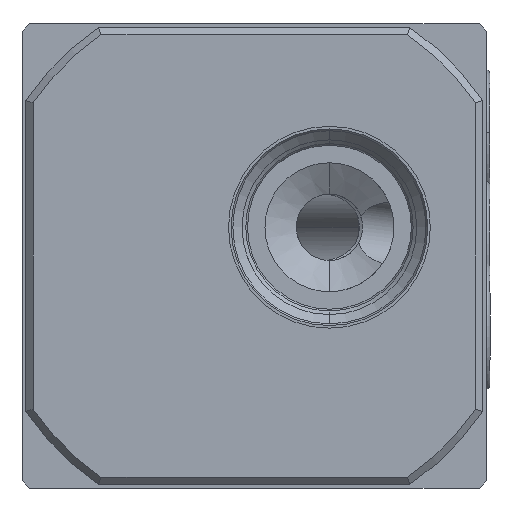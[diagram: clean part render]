
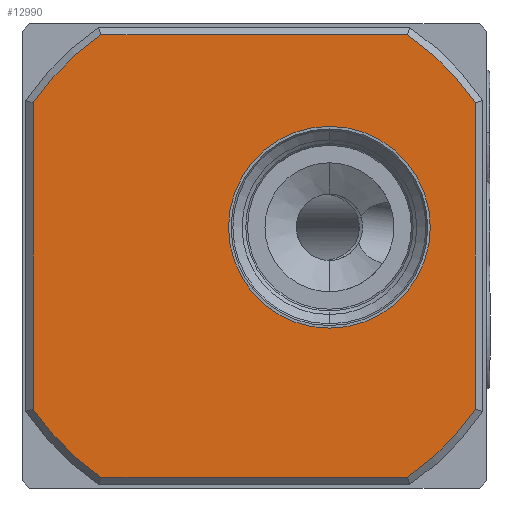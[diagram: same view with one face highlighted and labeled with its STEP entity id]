
A CAD part, left-side view. The second image highlights one B-rep face of the part: STEP entity #12990.
In plain terms, the highlighted planar face has unit normal (-1, 0, 0).
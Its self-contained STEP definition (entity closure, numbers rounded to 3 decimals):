
#261 = EDGE_CURVE ( 'NONE', #16050, #4229, #14272, .T. ) ;
#547 = VERTEX_POINT ( 'NONE', #12906 ) ;
#613 = ORIENTED_EDGE ( 'NONE', *, *, #12388, .T. ) ;
#1026 = VECTOR ( 'NONE', #12607, 1000. ) ;
#1234 = DIRECTION ( 'NONE',  ( -1., 0., 0. ) ) ;
#1696 = CARTESIAN_POINT ( 'NONE',  ( -66.7, 0., 0. ) ) ;
#2014 = ORIENTED_EDGE ( 'NONE', *, *, #8849, .F. ) ;
#2549 = ORIENTED_EDGE ( 'NONE', *, *, #14675, .T. ) ;
#2838 = CIRCLE ( 'NONE', #12945, 36.5 ) ;
#2942 = ORIENTED_EDGE ( 'NONE', *, *, #261, .T. ) ;
#3184 = DIRECTION ( 'NONE',  ( 0., 0., 1. ) ) ;
#3287 = LINE ( 'NONE', #13099, #12683 ) ;
#3421 = VERTEX_POINT ( 'NONE', #17827 ) ;
#3705 = ORIENTED_EDGE ( 'NONE', *, *, #14136, .T. ) ;
#3910 = VERTEX_POINT ( 'NONE', #11307 ) ;
#3928 = PLANE ( 'NONE',  #10778 ) ;
#4226 = CIRCLE ( 'NONE', #5076, 36.5 ) ;
#4229 = VERTEX_POINT ( 'NONE', #8194 ) ;
#4406 = EDGE_CURVE ( 'NONE', #9958, #16050, #8688, .T. ) ;
#4967 = LINE ( 'NONE', #6864, #1026 ) ;
#5076 = AXIS2_PLACEMENT_3D ( 'NONE', #10083, #1234, #11552 ) ;
#5309 = CARTESIAN_POINT ( 'NONE',  ( -66.7, -10.2, 3.9 ) ) ;
#5576 = DIRECTION ( 'NONE',  ( 0., 1., 0. ) ) ;
#6273 = CARTESIAN_POINT ( 'NONE',  ( -66.7, 0., 0. ) ) ;
#6337 = CARTESIAN_POINT ( 'NONE',  ( -66.7, 0., 0. ) ) ;
#6654 = EDGE_CURVE ( 'NONE', #9425, #9958, #2838, .T. ) ;
#6864 = CARTESIAN_POINT ( 'NONE',  ( -66.7, -21.101, -30. ) ) ;
#6907 = DIRECTION ( 'NONE',  ( 0., 0., 1. ) ) ;
#7021 = CARTESIAN_POINT ( 'NONE',  ( -66.7, -30., 20.791 ) ) ;
#7371 = VERTEX_POINT ( 'NONE', #7021 ) ;
#7384 = EDGE_CURVE ( 'NONE', #18223, #19028, #4226, .T. ) ;
#7397 = CARTESIAN_POINT ( 'NONE',  ( -66.7, -10.2, 3.9 ) ) ;
#7428 = CARTESIAN_POINT ( 'NONE',  ( -66.7, 20.791, 30. ) ) ;
#7623 = ORIENTED_EDGE ( 'NONE', *, *, #16183, .T. ) ;
#7706 = DIRECTION ( 'NONE',  ( -1., 0., 0. ) ) ;
#7761 = DIRECTION ( 'NONE',  ( 0., 0., 1. ) ) ;
#8093 = EDGE_LOOP ( 'NONE', ( #14005, #2014 ) ) ;
#8180 = CIRCLE ( 'NONE', #16522, 13.69 ) ;
#8194 = CARTESIAN_POINT ( 'NONE',  ( -66.7, 20.791, -30. ) ) ;
#8568 = ORIENTED_EDGE ( 'NONE', *, *, #6654, .T. ) ;
#8688 = LINE ( 'NONE', #8955, #12093 ) ;
#8712 = DIRECTION ( 'NONE',  ( 0., 0., 1. ) ) ;
#8849 = EDGE_CURVE ( 'NONE', #3421, #3910, #9664, .T. ) ;
#8955 = CARTESIAN_POINT ( 'NONE',  ( -66.7, 30., -21.101 ) ) ;
#9128 = DIRECTION ( 'NONE',  ( -1., 0., 0. ) ) ;
#9425 = VERTEX_POINT ( 'NONE', #7428 ) ;
#9664 = CIRCLE ( 'NONE', #15682, 13.69 ) ;
#9815 = DIRECTION ( 'NONE',  ( -1., 0., 0. ) ) ;
#9833 = CARTESIAN_POINT ( 'NONE',  ( -66.7, 30., -20.791 ) ) ;
#9958 = VERTEX_POINT ( 'NONE', #11680 ) ;
#10083 = CARTESIAN_POINT ( 'NONE',  ( -66.7, 0., 0. ) ) ;
#10778 = AXIS2_PLACEMENT_3D ( 'NONE', #15806, #12650, #6907 ) ;
#11307 = CARTESIAN_POINT ( 'NONE',  ( -66.7, -10.2, 17.59 ) ) ;
#11552 = DIRECTION ( 'NONE',  ( 0., 0., 1. ) ) ;
#11619 = FACE_OUTER_BOUND ( 'NONE', #16970, .T. ) ;
#11669 = DIRECTION ( 'NONE',  ( -1., 0., 0. ) ) ;
#11680 = CARTESIAN_POINT ( 'NONE',  ( -66.7, 30., 20.791 ) ) ;
#12093 = VECTOR ( 'NONE', #14657, 1000. ) ;
#12116 = ORIENTED_EDGE ( 'NONE', *, *, #7384, .T. ) ;
#12264 = LINE ( 'NONE', #18769, #18436 ) ;
#12282 = FACE_BOUND ( 'NONE', #8093, .T. ) ;
#12324 = DIRECTION ( 'NONE',  ( -1., 0., 0. ) ) ;
#12388 = EDGE_CURVE ( 'NONE', #4229, #18223, #4967, .T. ) ;
#12607 = DIRECTION ( 'NONE',  ( 0., -1., 0. ) ) ;
#12650 = DIRECTION ( 'NONE',  ( -1., 0., 0. ) ) ;
#12683 = VECTOR ( 'NONE', #8712, 1000. ) ;
#12906 = CARTESIAN_POINT ( 'NONE',  ( -66.7, -20.791, 30. ) ) ;
#12945 = AXIS2_PLACEMENT_3D ( 'NONE', #6273, #12324, #7761 ) ;
#12990 = ADVANCED_FACE ( 'NONE', ( #11619, #12282 ), #3928, .T. ) ;
#13099 = CARTESIAN_POINT ( 'NONE',  ( -66.7, -30., 21.101 ) ) ;
#13560 = DIRECTION ( 'NONE',  ( 0., 0., 1. ) ) ;
#14005 = ORIENTED_EDGE ( 'NONE', *, *, #18373, .F. ) ;
#14136 = EDGE_CURVE ( 'NONE', #547, #9425, #12264, .T. ) ;
#14272 = CIRCLE ( 'NONE', #17704, 36.5 ) ;
#14657 = DIRECTION ( 'NONE',  ( 0., 0., -1. ) ) ;
#14675 = EDGE_CURVE ( 'NONE', #19028, #7371, #3287, .T. ) ;
#15509 = DIRECTION ( 'NONE',  ( 0., 0., 1. ) ) ;
#15682 = AXIS2_PLACEMENT_3D ( 'NONE', #5309, #9815, #15509 ) ;
#15806 = CARTESIAN_POINT ( 'NONE',  ( -66.7, 0., 0. ) ) ;
#16032 = CIRCLE ( 'NONE', #17100, 36.5 ) ;
#16033 = DIRECTION ( 'NONE',  ( 0., 0., 1. ) ) ;
#16050 = VERTEX_POINT ( 'NONE', #9833 ) ;
#16183 = EDGE_CURVE ( 'NONE', #7371, #547, #16032, .T. ) ;
#16522 = AXIS2_PLACEMENT_3D ( 'NONE', #7397, #11669, #16033 ) ;
#16970 = EDGE_LOOP ( 'NONE', ( #3705, #8568, #17320, #2942, #613, #12116, #2549, #7623 ) ) ;
#17100 = AXIS2_PLACEMENT_3D ( 'NONE', #1696, #9128, #3184 ) ;
#17320 = ORIENTED_EDGE ( 'NONE', *, *, #4406, .T. ) ;
#17704 = AXIS2_PLACEMENT_3D ( 'NONE', #6337, #7706, #13560 ) ;
#17827 = CARTESIAN_POINT ( 'NONE',  ( -66.7, -10.2, -9.79 ) ) ;
#18054 = CARTESIAN_POINT ( 'NONE',  ( -66.7, -30., -20.791 ) ) ;
#18223 = VERTEX_POINT ( 'NONE', #18853 ) ;
#18373 = EDGE_CURVE ( 'NONE', #3910, #3421, #8180, .T. ) ;
#18436 = VECTOR ( 'NONE', #5576, 1000. ) ;
#18769 = CARTESIAN_POINT ( 'NONE',  ( -66.7, 21.101, 30. ) ) ;
#18853 = CARTESIAN_POINT ( 'NONE',  ( -66.7, -20.791, -30. ) ) ;
#19028 = VERTEX_POINT ( 'NONE', #18054 ) ;
